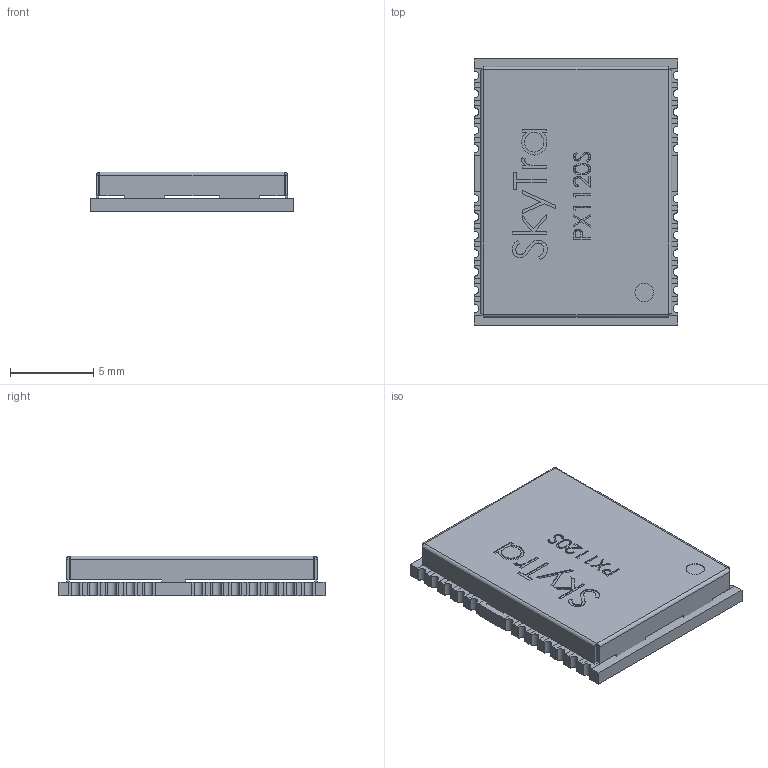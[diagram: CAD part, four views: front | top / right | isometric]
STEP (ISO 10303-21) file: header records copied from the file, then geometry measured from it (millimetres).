
FILE_DESCRIPTION(/* description */ ('STEP AP214'),/* implementation_level */ '2;1');
FILE_NAME(/* name */ 'PX1120S.step',/* time_stamp */ '2025-04-07T16:04:28-07:00',/* author */ (''),/* organization */ (''),/* preprocessor_version */ 'ST-DEVELOPER v20.1',/* originating_system */ 'Autodesk Translation Framework v14.4.0.0',/* authorisation */ '');
FILE_SCHEMA (('AUTOMOTIVE_DESIGN { 1 0 10303 214 3 1 1 }'));
Length unit declared in the file: millimetre
Products named in the file (1): PX1120S
Bounding box: 12.2 x 16 x 2.4 mm (x, y, z)
Volume: 193.9 mm3; surface area: 1035.4 mm2
Topology: 26 solids, 26 shells, 518 faces, 1315 edges, 866 vertices
Faces by surface type: plane 413, bspline 72, cylinder 33
Full cylindrical faces by diameter (mm): 1.114 x1
Entity records: 19212 total; most frequent: CARTESIAN_POINT 6948, ORIENTED_EDGE 2630, DIRECTION 2115, EDGE_CURVE 1315, LINE 1121, VECTOR 1121, VERTEX_POINT 866, EDGE_LOOP 535
